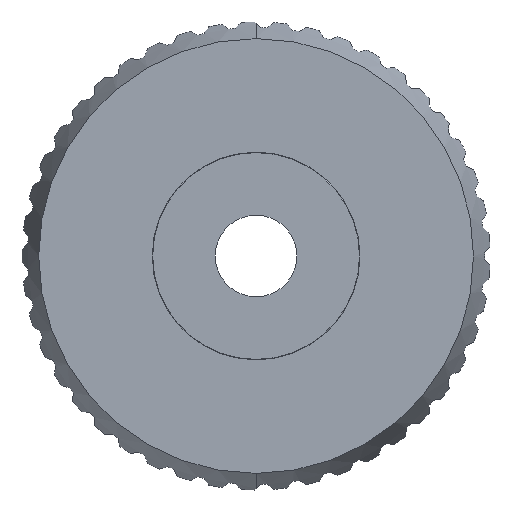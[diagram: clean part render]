
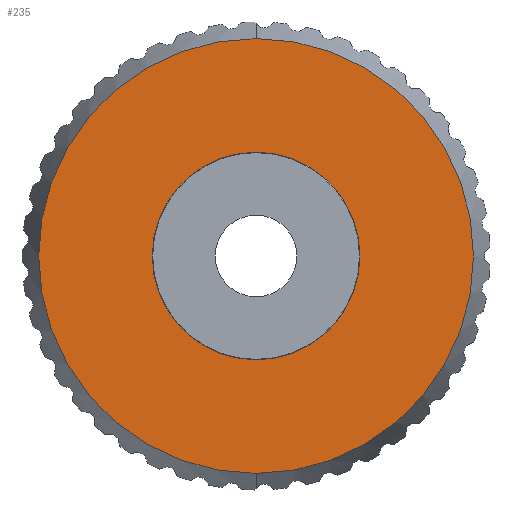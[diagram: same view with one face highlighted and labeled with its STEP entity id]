
A CAD part, front view. The second image highlights one B-rep face of the part: STEP entity #235.
In plain terms, the highlighted planar face has unit normal (0, -1, 0).
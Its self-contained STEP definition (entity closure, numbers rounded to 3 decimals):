
#235=ADVANCED_FACE('',(#618,#619),#620,.T.);
#618=FACE_OUTER_BOUND('',#1007,.T.);
#619=FACE_BOUND('',#1008,.T.);
#620=PLANE('',#1009);
#1007=EDGE_LOOP('',(#2620,#2621));
#1008=EDGE_LOOP('',(#2622,#2623,#2624));
#1009=AXIS2_PLACEMENT_3D('',#2625,#2626,#2627);
#2620=ORIENTED_EDGE('',*,*,#2847,.F.);
#2621=ORIENTED_EDGE('',*,*,#3035,.F.);
#2622=ORIENTED_EDGE('',*,*,#3307,.T.);
#2623=ORIENTED_EDGE('',*,*,#2837,.T.);
#2624=ORIENTED_EDGE('',*,*,#3308,.T.);
#2625=CARTESIAN_POINT('',(0.,-17.9,-23.609));
#2626=DIRECTION('',(0.0,-1.0,0.0));
#2627=DIRECTION('',(0.,0.0,1.0));
#2837=EDGE_CURVE('',#3499,#3505,#3507,.T.);
#2847=EDGE_CURVE('',#3523,#3526,#3527,.T.);
#3035=EDGE_CURVE('',#3526,#3523,#3896,.T.);
#3307=EDGE_CURVE('',#4258,#3499,#4259,.T.);
#3308=EDGE_CURVE('',#3505,#4258,#4260,.T.);
#3499=VERTEX_POINT('',#4867);
#3505=VERTEX_POINT('',#4873);
#3507=CIRCLE('',#4875,15.258);
#3523=VERTEX_POINT('',#4895);
#3526=VERTEX_POINT('',#4899);
#3527=CIRCLE('',#4900,31.961);
#3896=CIRCLE('',#6118,31.961);
#4258=VERTEX_POINT('',#7774);
#4259=CIRCLE('',#7775,15.258);
#4260=CIRCLE('',#7776,15.258);
#4867=CARTESIAN_POINT('',(-15.258,-17.9,0.));
#4873=CARTESIAN_POINT('',(15.258,-17.9,0.));
#4875=AXIS2_PLACEMENT_3D('',#7930,#7931,#7932);
#4895=CARTESIAN_POINT('',(0.,-17.9,-31.961));
#4899=CARTESIAN_POINT('',(0.,-17.9,31.961));
#4900=AXIS2_PLACEMENT_3D('',#7950,#7951,#7952);
#6118=AXIS2_PLACEMENT_3D('',#8226,#8227,#8228);
#7774=CARTESIAN_POINT('',(0.,-17.9,-15.258));
#7775=AXIS2_PLACEMENT_3D('',#8464,#8465,#8466);
#7776=AXIS2_PLACEMENT_3D('',#8467,#8468,#8469);
#7930=CARTESIAN_POINT('',(0.0,-17.9,0.0));
#7931=DIRECTION('',(0.0,1.0,0.0));
#7932=DIRECTION('',(0.,0.0,-1.0));
#7950=CARTESIAN_POINT('',(0.0,-17.9,0.0));
#7951=DIRECTION('',(0.0,1.0,0.0));
#7952=DIRECTION('',(0.,0.0,-1.0));
#8226=CARTESIAN_POINT('',(0.0,-17.9,0.0));
#8227=DIRECTION('',(0.0,1.0,0.0));
#8228=DIRECTION('',(0.,0.0,-1.0));
#8464=CARTESIAN_POINT('',(0.0,-17.9,0.0));
#8465=DIRECTION('',(0.0,1.0,0.0));
#8466=DIRECTION('',(0.,0.0,-1.0));
#8467=CARTESIAN_POINT('',(0.0,-17.9,0.0));
#8468=DIRECTION('',(0.0,1.0,0.0));
#8469=DIRECTION('',(0.,0.0,-1.0));
